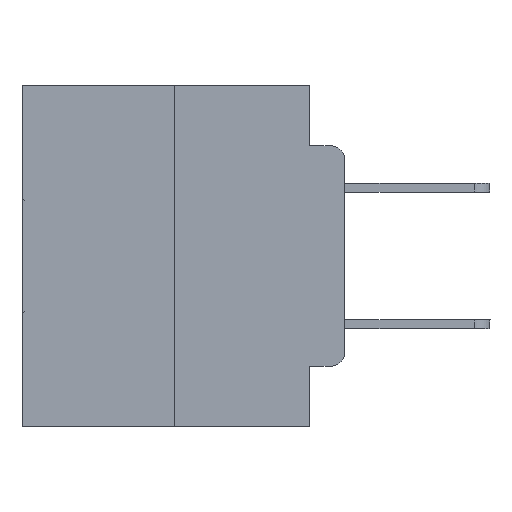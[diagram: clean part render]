
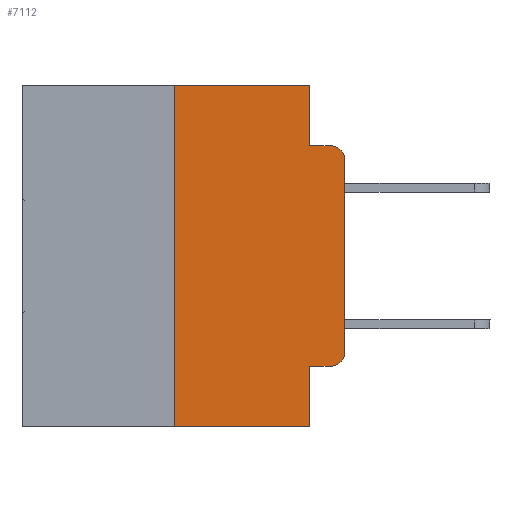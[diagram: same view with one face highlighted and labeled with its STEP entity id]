
A CAD part, left-side view. The second image highlights one B-rep face of the part: STEP entity #7112.
In plain terms, the highlighted planar face has unit normal (-1, 0, 0).
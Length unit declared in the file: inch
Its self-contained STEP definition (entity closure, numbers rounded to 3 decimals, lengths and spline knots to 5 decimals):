
#537 = LINE ( 'NONE', #22718, #27430 ) ;
#937 = DIRECTION ( 'NONE',  ( 0., -1., 0. ) ) ;
#1339 = VERTEX_POINT ( 'NONE', #13707 ) ;
#1398 = VECTOR ( 'NONE', #12252, 39.37008 ) ;
#1610 = LINE ( 'NONE', #26168, #6275 ) ;
#1676 = VECTOR ( 'NONE', #15764, 39.37008 ) ;
#1957 = EDGE_CURVE ( 'NONE', #28014, #8894, #10898, .T. ) ;
#2348 = EDGE_CURVE ( 'NONE', #23306, #15701, #28037, .T. ) ;
#2401 = ORIENTED_EDGE ( 'NONE', *, *, #24933, .F. ) ;
#3148 = DIRECTION ( 'NONE',  ( 0., 0., 1. ) ) ;
#3396 = FACE_OUTER_BOUND ( 'NONE', #5625, .T. ) ;
#3590 = LINE ( 'NONE', #16454, #7191 ) ;
#4110 = ORIENTED_EDGE ( 'NONE', *, *, #6081, .F. ) ;
#4124 = VECTOR ( 'NONE', #937, 39.37008 ) ;
#4465 = ORIENTED_EDGE ( 'NONE', *, *, #17796, .F. ) ;
#4532 = CARTESIAN_POINT ( 'NONE',  ( 0., 0.02, -0.4115 ) ) ;
#4584 = CARTESIAN_POINT ( 'NONE',  ( 0., 0.051, 0. ) ) ;
#5157 = VERTEX_POINT ( 'NONE', #25957 ) ;
#5163 = EDGE_CURVE ( 'NONE', #23294, #23306, #24326, .T. ) ;
#5353 = CARTESIAN_POINT ( 'NONE',  ( 0., 0.051, -0.4115 ) ) ;
#5448 = DIRECTION ( 'NONE',  ( 1., 0., 0. ) ) ;
#5545 = AXIS2_PLACEMENT_3D ( 'NONE', #23690, #5448, #26483 ) ;
#5625 = EDGE_LOOP ( 'NONE', ( #20281, #24896, #4465, #25140, #14179, #2401, #16795, #4110, #8458, #11633 ) ) ;
#5852 = CARTESIAN_POINT ( 'NONE',  ( 0., 0.02, -0.1085 ) ) ;
#5963 = DIRECTION ( 'NONE',  ( -1., 0., 0. ) ) ;
#6032 = AXIS2_PLACEMENT_3D ( 'NONE', #8685, #22599, #15608 ) ;
#6081 = EDGE_CURVE ( 'NONE', #29123, #22933, #8171, .T. ) ;
#6275 = VECTOR ( 'NONE', #3148, 39.37008 ) ;
#7112 = ADVANCED_FACE ( 'NONE', ( #3396 ), #14991, .F. ) ;
#7191 = VECTOR ( 'NONE', #27746, 39.37008 ) ;
#8171 = LINE ( 'NONE', #4584, #27148 ) ;
#8329 = CARTESIAN_POINT ( 'NONE',  ( 0., 0.051, -0.4115 ) ) ;
#8458 = ORIENTED_EDGE ( 'NONE', *, *, #27639, .T. ) ;
#8685 = CARTESIAN_POINT ( 'NONE',  ( 0., 0.02, -0.3915 ) ) ;
#8894 = VERTEX_POINT ( 'NONE', #27074 ) ;
#9323 = DIRECTION ( 'NONE',  ( 0., 0., -1. ) ) ;
#9852 = CARTESIAN_POINT ( 'NONE',  ( 0., 0.473, 0. ) ) ;
#10767 = DIRECTION ( 'NONE',  ( 0., 0., -1. ) ) ;
#10898 = CIRCLE ( 'NONE', #6032, 0.02 ) ;
#11633 = ORIENTED_EDGE ( 'NONE', *, *, #1957, .T. ) ;
#11971 = CARTESIAN_POINT ( 'NONE',  ( 0., 0.051, -0.0885 ) ) ;
#12252 = DIRECTION ( 'NONE',  ( 0., -1., 0. ) ) ;
#12902 = DIRECTION ( 'NONE',  ( 0., 0., -1. ) ) ;
#13707 = CARTESIAN_POINT ( 'NONE',  ( 0., 0.25, -0.5 ) ) ;
#14157 = CIRCLE ( 'NONE', #24378, 0.02 ) ;
#14179 = ORIENTED_EDGE ( 'NONE', *, *, #5163, .F. ) ;
#14991 = PLANE ( 'NONE',  #5545 ) ;
#15376 = CARTESIAN_POINT ( 'NONE',  ( 0., 0.051, 0. ) ) ;
#15608 = DIRECTION ( 'NONE',  ( 0., 0., -1. ) ) ;
#15701 = VERTEX_POINT ( 'NONE', #11971 ) ;
#15764 = DIRECTION ( 'NONE',  ( 0., -1., 0. ) ) ;
#15840 = EDGE_CURVE ( 'NONE', #8894, #27436, #1610, .T. ) ;
#16454 = CARTESIAN_POINT ( 'NONE',  ( 0., 0.25, 0. ) ) ;
#16795 = ORIENTED_EDGE ( 'NONE', *, *, #23395, .T. ) ;
#17159 = CARTESIAN_POINT ( 'NONE',  ( 0., 0.25, 0. ) ) ;
#17770 = LINE ( 'NONE', #5353, #4124 ) ;
#17796 = EDGE_CURVE ( 'NONE', #15701, #5157, #537, .T. ) ;
#18174 = EDGE_CURVE ( 'NONE', #27436, #5157, #14157, .T. ) ;
#18743 = VECTOR ( 'NONE', #10767, 39.37008 ) ;
#19405 = CARTESIAN_POINT ( 'NONE',  ( 0., 0.051, -0.5 ) ) ;
#20281 = ORIENTED_EDGE ( 'NONE', *, *, #15840, .T. ) ;
#20418 = DIRECTION ( 'NONE',  ( 0., -1., 0. ) ) ;
#22057 = CARTESIAN_POINT ( 'NONE',  ( 0., 0.051, 0. ) ) ;
#22599 = DIRECTION ( 'NONE',  ( -1., 0., 0. ) ) ;
#22644 = CARTESIAN_POINT ( 'NONE',  ( 0., 0.473, -0.5 ) ) ;
#22718 = CARTESIAN_POINT ( 'NONE',  ( 0., 0.051, -0.0885 ) ) ;
#22813 = CARTESIAN_POINT ( 'NONE',  ( 0., 0., -0.1085 ) ) ;
#22827 = LINE ( 'NONE', #22644, #1676 ) ;
#22933 = VERTEX_POINT ( 'NONE', #19405 ) ;
#23294 = VERTEX_POINT ( 'NONE', #17159 ) ;
#23306 = VERTEX_POINT ( 'NONE', #22057 ) ;
#23395 = EDGE_CURVE ( 'NONE', #1339, #22933, #22827, .T. ) ;
#23690 = CARTESIAN_POINT ( 'NONE',  ( 0., 0.473, 0. ) ) ;
#24326 = LINE ( 'NONE', #9852, #1398 ) ;
#24378 = AXIS2_PLACEMENT_3D ( 'NONE', #5852, #5963, #12902 ) ;
#24896 = ORIENTED_EDGE ( 'NONE', *, *, #18174, .T. ) ;
#24933 = EDGE_CURVE ( 'NONE', #1339, #23294, #3590, .T. ) ;
#25140 = ORIENTED_EDGE ( 'NONE', *, *, #2348, .F. ) ;
#25957 = CARTESIAN_POINT ( 'NONE',  ( 0., 0.02, -0.0885 ) ) ;
#26168 = CARTESIAN_POINT ( 'NONE',  ( 0., 0., 0. ) ) ;
#26483 = DIRECTION ( 'NONE',  ( 0., 0., -1. ) ) ;
#27074 = CARTESIAN_POINT ( 'NONE',  ( 0., 0., -0.3915 ) ) ;
#27148 = VECTOR ( 'NONE', #9323, 39.37008 ) ;
#27430 = VECTOR ( 'NONE', #20418, 39.37008 ) ;
#27436 = VERTEX_POINT ( 'NONE', #22813 ) ;
#27639 = EDGE_CURVE ( 'NONE', #29123, #28014, #17770, .T. ) ;
#27746 = DIRECTION ( 'NONE',  ( 0., 0., 1. ) ) ;
#28014 = VERTEX_POINT ( 'NONE', #4532 ) ;
#28037 = LINE ( 'NONE', #15376, #18743 ) ;
#29123 = VERTEX_POINT ( 'NONE', #8329 ) ;
